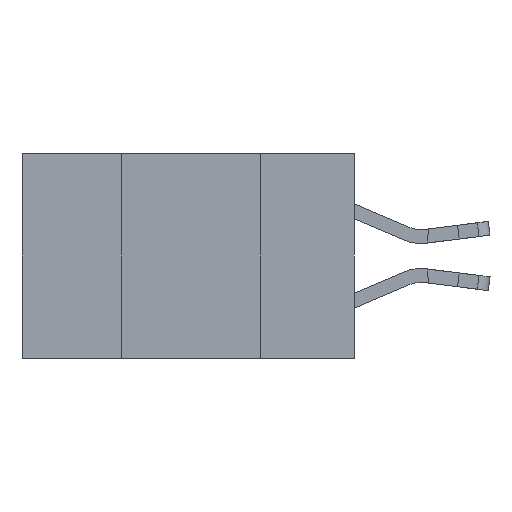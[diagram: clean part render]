
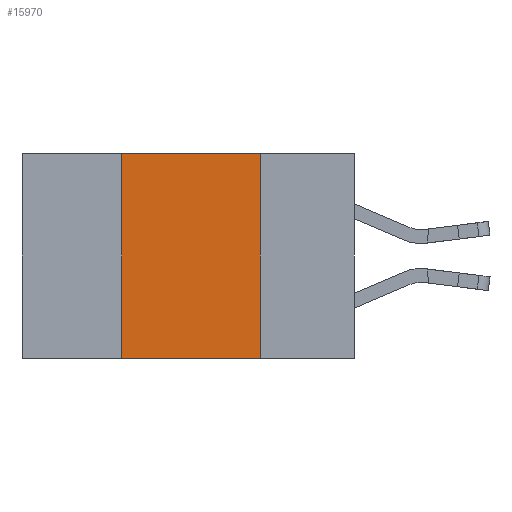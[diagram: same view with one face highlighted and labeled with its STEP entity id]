
A CAD part, left-side view. The second image highlights one B-rep face of the part: STEP entity #15970.
In plain terms, the highlighted planar face has unit normal (-1, 0, 0).
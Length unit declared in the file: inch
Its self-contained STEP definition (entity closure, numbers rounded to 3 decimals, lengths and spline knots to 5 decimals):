
#414 = CARTESIAN_POINT ( 'NONE',  ( 0., 0.17, -0.37 ) ) ;
#623 = VERTEX_POINT ( 'NONE', #14870 ) ;
#923 = FACE_OUTER_BOUND ( 'NONE', #11855, .T. ) ;
#1038 = VERTEX_POINT ( 'NONE', #414 ) ;
#1230 = CARTESIAN_POINT ( 'NONE',  ( 0., 0.42, 0. ) ) ;
#2733 = VECTOR ( 'NONE', #7059, 39.37008 ) ;
#2929 = DIRECTION ( 'NONE',  ( 0., -1., 0. ) ) ;
#3298 = EDGE_CURVE ( 'NONE', #5996, #9797, #22573, .T. ) ;
#5996 = VERTEX_POINT ( 'NONE', #1230 ) ;
#6059 = ORIENTED_EDGE ( 'NONE', *, *, #3298, .F. ) ;
#6474 = CARTESIAN_POINT ( 'NONE',  ( 0., 0.6, 0. ) ) ;
#6576 = ORIENTED_EDGE ( 'NONE', *, *, #18381, .T. ) ;
#6633 = DIRECTION ( 'NONE',  ( 0., 0., -1. ) ) ;
#7059 = DIRECTION ( 'NONE',  ( 0., 0., -1. ) ) ;
#7634 = ORIENTED_EDGE ( 'NONE', *, *, #16580, .F. ) ;
#7658 = CARTESIAN_POINT ( 'NONE',  ( 0., 0.17, 0. ) ) ;
#8372 = CARTESIAN_POINT ( 'NONE',  ( 0., 0.42, 0. ) ) ;
#8752 = CARTESIAN_POINT ( 'NONE',  ( 0., 0.17, 0. ) ) ;
#9797 = VERTEX_POINT ( 'NONE', #7658 ) ;
#11519 = CARTESIAN_POINT ( 'NONE',  ( 0., 0.6, 0. ) ) ;
#11855 = EDGE_LOOP ( 'NONE', ( #16797, #6059, #7634, #6576 ) ) ;
#12015 = LINE ( 'NONE', #20483, #16151 ) ;
#12576 = LINE ( 'NONE', #8752, #2733 ) ;
#13033 = AXIS2_PLACEMENT_3D ( 'NONE', #6474, #18791, #6633 ) ;
#14025 = LINE ( 'NONE', #8372, #22583 ) ;
#14870 = CARTESIAN_POINT ( 'NONE',  ( 0., 0.42, -0.37 ) ) ;
#15294 = DIRECTION ( 'NONE',  ( 0., 0., 1. ) ) ;
#15970 = ADVANCED_FACE ( 'NONE', ( #923 ), #18719, .F. ) ;
#16151 = VECTOR ( 'NONE', #2929, 39.37008 ) ;
#16580 = EDGE_CURVE ( 'NONE', #623, #5996, #14025, .T. ) ;
#16797 = ORIENTED_EDGE ( 'NONE', *, *, #18176, .F. ) ;
#17620 = VECTOR ( 'NONE', #21968, 39.37008 ) ;
#18176 = EDGE_CURVE ( 'NONE', #9797, #1038, #12576, .T. ) ;
#18381 = EDGE_CURVE ( 'NONE', #623, #1038, #12015, .T. ) ;
#18719 = PLANE ( 'NONE',  #13033 ) ;
#18791 = DIRECTION ( 'NONE',  ( 1., 0., 0. ) ) ;
#20483 = CARTESIAN_POINT ( 'NONE',  ( 0., 0.6, -0.37 ) ) ;
#21968 = DIRECTION ( 'NONE',  ( 0., -1., 0. ) ) ;
#22573 = LINE ( 'NONE', #11519, #17620 ) ;
#22583 = VECTOR ( 'NONE', #15294, 39.37008 ) ;
